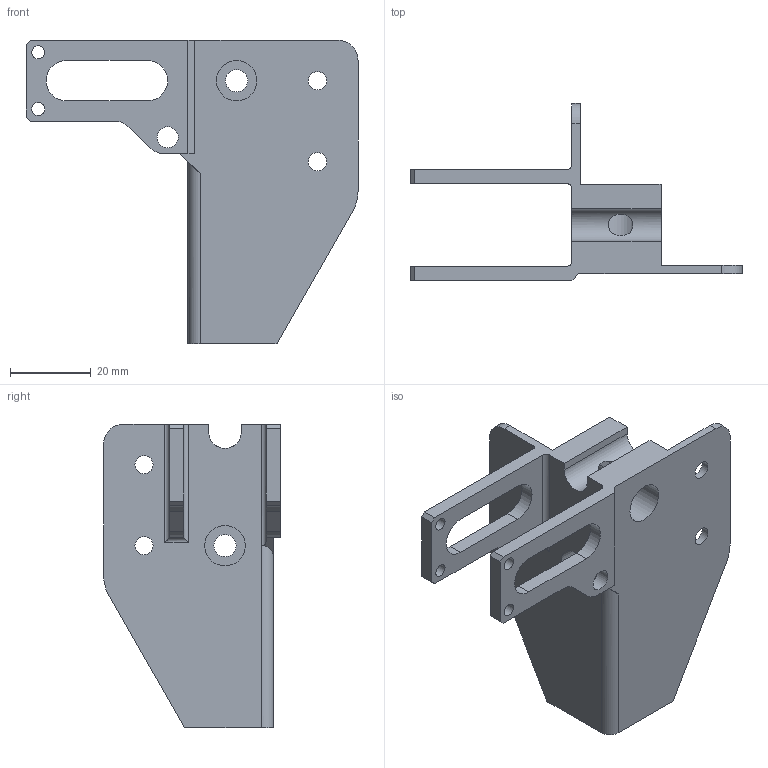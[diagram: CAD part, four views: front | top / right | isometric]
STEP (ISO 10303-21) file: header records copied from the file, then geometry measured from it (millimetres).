
FILE_DESCRIPTION(/* description */ (''),/* implementation_level */ '2;1');
FILE_NAME(/* name */ 'Frame Leg V2 - Front Right.step',/* time_stamp */ '2023-05-02T22:50:41-06:00',/* author */ (''),/* organization */ (''),/* preprocessor_version */ 'ST-DEVELOPER v19.2',/* originating_system */ 'Autodesk Translation Framework v12.4.0.73',/* authorisation */ '');
FILE_SCHEMA (('AUTOMOTIVE_DESIGN { 1 0 10303 214 3 1 1 }'));
Length unit declared in the file: millimetre
Products named in the file (2): Frame Leg V2 - Front Right; Frame Leg
Assembly tree (1 placements, depth 2):
  Frame Leg V2 - Front Right
    Frame Leg
Bounding box: 82 x 43.7 x 75 mm (x, y, z)
Volume: 28281.4 mm3; surface area: 17687.1 mm2
Topology: 1 solids, 1 shells, 78 faces, 218 edges, 144 vertices
Faces by surface type: plane 43, cylinder 35
Full cylindrical faces by diameter (mm): 3.2 x4, 4.5 x4, 5.2 x3, 5.5 x2, 10 x2
Entity records: 2674 total; most frequent: CARTESIAN_POINT 484, DIRECTION 447, ORIENTED_EDGE 436, EDGE_CURVE 218, LINE 149, VECTOR 149, AXIS2_PLACEMENT_3D 149, VERTEX_POINT 144
